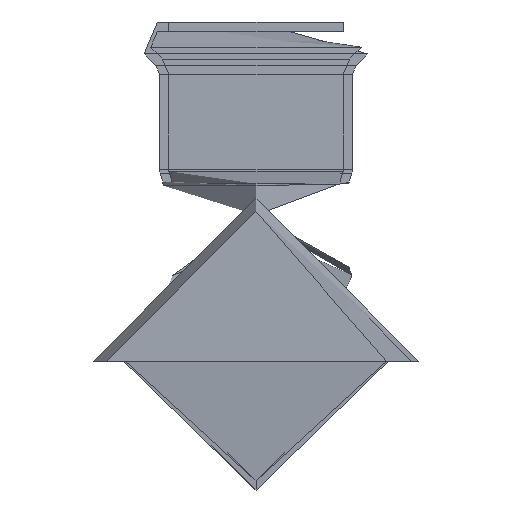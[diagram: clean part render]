
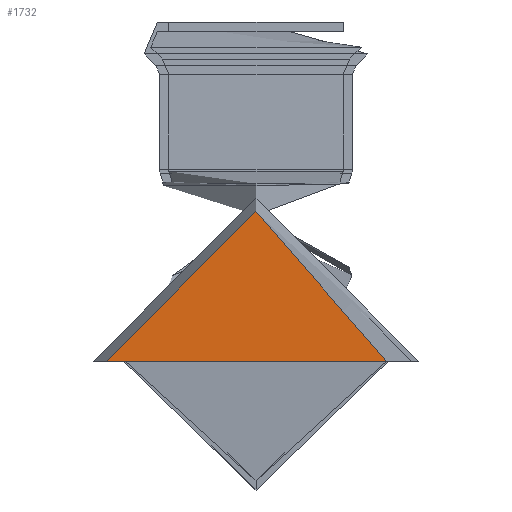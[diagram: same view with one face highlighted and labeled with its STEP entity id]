
A CAD part, left-side view. The second image highlights one B-rep face of the part: STEP entity #1732.
In plain terms, the highlighted free-form (B-spline) face has degree [1, 1] with [2, 2] control points.
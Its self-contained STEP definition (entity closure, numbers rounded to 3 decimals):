
#1732 = ADVANCED_FACE('',(#1733,#1755),#1777,.T.);
#1733 = FACE_BOUND('',#1734,.T.);
#1734 = EDGE_LOOP('',(#1735,#1745));
#1735 = ORIENTED_EDGE('',*,*,#1736,.F.);
#1736 = EDGE_CURVE('',#1737,#1739,#1741,.T.);
#1737 = VERTEX_POINT('',#1738);
#1738 = CARTESIAN_POINT('',(0.,24.,0.));
#1739 = VERTEX_POINT('',#1740);
#1740 = CARTESIAN_POINT('',(0.,0.,24.));
#1741 = ( BOUNDED_CURVE() B_SPLINE_CURVE(2,(#1742,#1743,#1744),
.UNSPECIFIED.,.F.,.F.) B_SPLINE_CURVE_WITH_KNOTS((3,3),(0.,
1.571),.PIECEWISE_BEZIER_KNOTS.) CURVE() 
GEOMETRIC_REPRESENTATION_ITEM() RATIONAL_B_SPLINE_CURVE((1.,
0.707,1.)) REPRESENTATION_ITEM('') );
#1742 = CARTESIAN_POINT('',(0.,24.,0.));
#1743 = CARTESIAN_POINT('',(0.,24.,24.));
#1744 = CARTESIAN_POINT('',(0.,0.,24.));
#1745 = ORIENTED_EDGE('',*,*,#1746,.F.);
#1746 = EDGE_CURVE('',#1739,#1737,#1747,.T.);
#1747 = ( BOUNDED_CURVE() B_SPLINE_CURVE(2,(#1748,#1749,#1750,#1751,
#1752,#1753,#1754),.UNSPECIFIED.,.F.,.F.) B_SPLINE_CURVE_WITH_KNOTS((3,2
    ,2,3),(1.571,3.142,4.712,6.283),
.UNSPECIFIED.) CURVE() GEOMETRIC_REPRESENTATION_ITEM() 
RATIONAL_B_SPLINE_CURVE((1.,0.707,1.,0.707,1.,
0.707,1.)) REPRESENTATION_ITEM('') );
#1748 = CARTESIAN_POINT('',(0.,0.,24.));
#1749 = CARTESIAN_POINT('',(0.,-24.,24.));
#1750 = CARTESIAN_POINT('',(0.,-24.,0.));
#1751 = CARTESIAN_POINT('',(0.,-24.,-24.));
#1752 = CARTESIAN_POINT('',(0.,0.,-24.));
#1753 = CARTESIAN_POINT('',(0.,24.,-24.));
#1754 = CARTESIAN_POINT('',(0.,24.,0.));
#1755 = FACE_BOUND('',#1756,.T.);
#1756 = EDGE_LOOP('',(#1757,#1769));
#1757 = ORIENTED_EDGE('',*,*,#1758,.T.);
#1758 = EDGE_CURVE('',#1759,#1761,#1763,.T.);
#1759 = VERTEX_POINT('',#1760);
#1760 = CARTESIAN_POINT('',(0.,21.,0.));
#1761 = VERTEX_POINT('',#1762);
#1762 = CARTESIAN_POINT('',(0.,-21.,0.));
#1763 = ( BOUNDED_CURVE() B_SPLINE_CURVE(2,(#1764,#1765,#1766,#1767,
#1768),.UNSPECIFIED.,.F.,.F.) B_SPLINE_CURVE_WITH_KNOTS((3,2,3),(0.,
1.571,3.142),.UNSPECIFIED.) CURVE() 
GEOMETRIC_REPRESENTATION_ITEM() RATIONAL_B_SPLINE_CURVE((1.,
0.707,1.,0.707,1.)) REPRESENTATION_ITEM('') );
#1764 = CARTESIAN_POINT('',(0.,21.,0.));
#1765 = CARTESIAN_POINT('',(0.,21.,21.));
#1766 = CARTESIAN_POINT('',(0.,0.,21.));
#1767 = CARTESIAN_POINT('',(0.,-21.,21.));
#1768 = CARTESIAN_POINT('',(0.,-21.,0.));
#1769 = ORIENTED_EDGE('',*,*,#1770,.T.);
#1770 = EDGE_CURVE('',#1761,#1759,#1771,.T.);
#1771 = ( BOUNDED_CURVE() B_SPLINE_CURVE(2,(#1772,#1773,#1774,#1775,
#1776),.UNSPECIFIED.,.F.,.F.) B_SPLINE_CURVE_WITH_KNOTS((3,2,3),(
    3.142,4.712,6.283),
.PIECEWISE_BEZIER_KNOTS.) CURVE() GEOMETRIC_REPRESENTATION_ITEM() 
RATIONAL_B_SPLINE_CURVE((1.,0.707,1.,0.707,1.)) 
REPRESENTATION_ITEM('') );
#1772 = CARTESIAN_POINT('',(0.,-21.,0.));
#1773 = CARTESIAN_POINT('',(0.,-21.,-21.));
#1774 = CARTESIAN_POINT('',(0.,0.,-21.));
#1775 = CARTESIAN_POINT('',(0.,21.,-21.));
#1776 = CARTESIAN_POINT('',(0.,21.,0.));
#1777 = B_SPLINE_SURFACE_WITH_KNOTS('',1,1,(
    (#1778,#1779)
    ,(#1780,#1781
  )),.UNSPECIFIED.,.F.,.F.,.F.,(2,2),(2,2),(-2.401,2.401),(-4.651,0.151)
  ,.PIECEWISE_BEZIER_KNOTS.);
#1778 = CARTESIAN_POINT('',(0.,-24.01,-24.01));
#1779 = CARTESIAN_POINT('',(0.,24.01,-24.01));
#1780 = CARTESIAN_POINT('',(0.,-24.01,24.01));
#1781 = CARTESIAN_POINT('',(0.,24.01,24.01));
